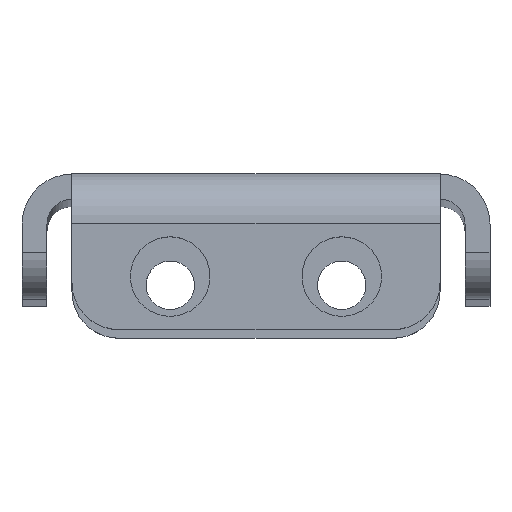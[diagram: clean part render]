
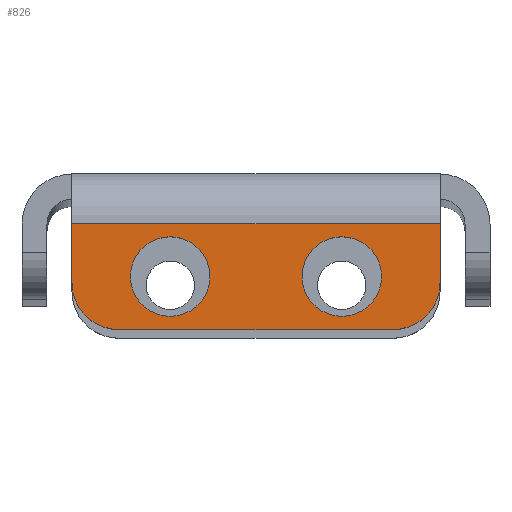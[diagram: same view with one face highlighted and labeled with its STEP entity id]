
A CAD part, top view. The second image highlights one B-rep face of the part: STEP entity #826.
In plain terms, the highlighted planar face has unit normal (0, 0, 1).
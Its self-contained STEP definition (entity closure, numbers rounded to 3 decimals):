
#21=FACE_BOUND('',#137,.T.);
#22=FACE_BOUND('',#138,.T.);
#42=PLANE('',#920);
#84=FACE_OUTER_BOUND('',#136,.T.);
#136=EDGE_LOOP('',(#707,#708,#709,#710,#711,#712));
#137=EDGE_LOOP('',(#713));
#138=EDGE_LOOP('',(#714));
#181=LINE('',#1291,#257);
#187=LINE('',#1315,#263);
#210=LINE('',#1382,#286);
#212=LINE('',#1389,#288);
#257=VECTOR('',#1027,10.);
#263=VECTOR('',#1051,10.);
#286=VECTOR('',#1124,10.);
#288=VECTOR('',#1132,2.304);
#313=CIRCLE('',#875,3.);
#320=CIRCLE('',#885,3.);
#323=CIRCLE('',#892,2.55);
#324=CIRCLE('',#894,2.55);
#375=VERTEX_POINT('',#1278);
#376=VERTEX_POINT('',#1279);
#380=VERTEX_POINT('',#1289);
#388=VERTEX_POINT('',#1309);
#389=VERTEX_POINT('',#1313);
#392=VERTEX_POINT('',#1325);
#393=VERTEX_POINT('',#1329);
#408=VERTEX_POINT('',#1381);
#457=EDGE_CURVE('',#375,#376,#313,.T.);
#463=EDGE_CURVE('',#375,#380,#181,.T.);
#472=EDGE_CURVE('',#388,#380,#320,.T.);
#475=EDGE_CURVE('',#388,#389,#187,.T.);
#481=EDGE_CURVE('',#392,#392,#323,.T.);
#483=EDGE_CURVE('',#393,#393,#324,.T.);
#508=EDGE_CURVE('',#389,#408,#210,.T.);
#512=EDGE_CURVE('',#408,#376,#212,.T.);
#707=ORIENTED_EDGE('',*,*,#457,.F.);
#708=ORIENTED_EDGE('',*,*,#463,.T.);
#709=ORIENTED_EDGE('',*,*,#472,.F.);
#710=ORIENTED_EDGE('',*,*,#475,.T.);
#711=ORIENTED_EDGE('',*,*,#508,.T.);
#712=ORIENTED_EDGE('',*,*,#512,.T.);
#713=ORIENTED_EDGE('',*,*,#481,.T.);
#714=ORIENTED_EDGE('',*,*,#483,.T.);
#826=ADVANCED_FACE('',(#84,#21,#22),#42,.T.);
#875=AXIS2_PLACEMENT_3D('',#1280,#1017,#1018);
#885=AXIS2_PLACEMENT_3D('',#1310,#1045,#1046);
#892=AXIS2_PLACEMENT_3D('',#1327,#1065,#1066);
#894=AXIS2_PLACEMENT_3D('',#1331,#1070,#1071);
#920=AXIS2_PLACEMENT_3D('',#1409,#1151,#1152);
#1017=DIRECTION('center_axis',(0.,0.,-1.));
#1018=DIRECTION('ref_axis',(-0.707,-0.707,0.));
#1027=DIRECTION('',(1.,0.,0.));
#1045=DIRECTION('center_axis',(0.,0.,-1.));
#1046=DIRECTION('ref_axis',(0.707,-0.707,0.));
#1051=DIRECTION('',(0.,1.,0.));
#1065=DIRECTION('center_axis',(0.,0.,-1.));
#1066=DIRECTION('ref_axis',(-1.,0.,0.));
#1070=DIRECTION('center_axis',(0.,0.,-1.));
#1071=DIRECTION('ref_axis',(-1.,0.,0.));
#1124=DIRECTION('',(-1.,0.,0.));
#1132=DIRECTION('',(0.,-1.,0.));
#1151=DIRECTION('center_axis',(0.,0.,1.));
#1152=DIRECTION('ref_axis',(0.,-1.,0.));
#1278=CARTESIAN_POINT('',(119.775,370.,398.4));
#1279=CARTESIAN_POINT('',(116.775,373.,398.4));
#1280=CARTESIAN_POINT('Origin',(119.775,373.,398.4));
#1289=CARTESIAN_POINT('',(137.375,370.,398.4));
#1291=CARTESIAN_POINT('',(140.375,370.,398.4));
#1309=CARTESIAN_POINT('',(140.375,373.,398.4));
#1310=CARTESIAN_POINT('Origin',(137.375,373.,398.4));
#1313=CARTESIAN_POINT('',(140.375,376.8,398.4));
#1315=CARTESIAN_POINT('',(140.375,376.8,398.4));
#1325=CARTESIAN_POINT('',(136.625,373.4,398.4));
#1327=CARTESIAN_POINT('Origin',(134.075,373.4,398.4));
#1329=CARTESIAN_POINT('',(125.625,373.4,398.4));
#1331=CARTESIAN_POINT('Origin',(123.075,373.4,398.4));
#1381=CARTESIAN_POINT('',(116.775,376.8,398.4));
#1382=CARTESIAN_POINT('',(128.575,376.8,398.4));
#1389=CARTESIAN_POINT('',(116.775,384.038,398.4));
#1409=CARTESIAN_POINT('Origin',(128.575,375.21,398.4));
